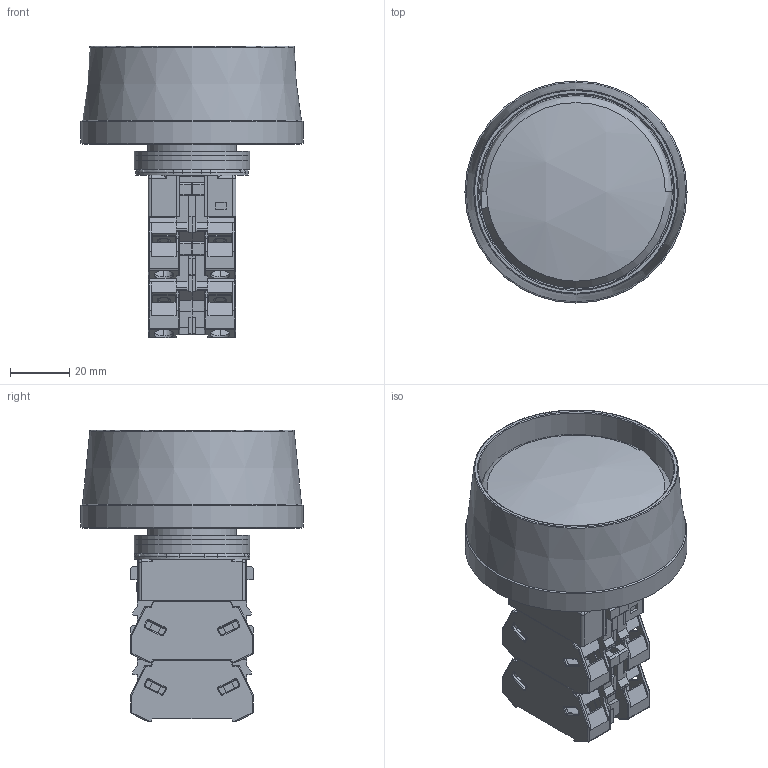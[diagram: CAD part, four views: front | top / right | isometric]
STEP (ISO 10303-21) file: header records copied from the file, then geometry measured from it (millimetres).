
FILE_DESCRIPTION (( 'STEP AP214' ), '1' );
FILE_NAME ('ABN4Fxx$.STEP', '2021-01-12T08:17:25', ( '' ), ( '' ), 'SwSTEP 2.0', 'SolidWorks 2019', '' );
FILE_SCHEMA (( 'AUTOMOTIVE_DESIGN' ));
Length unit declared in the file: millimetre
Products named in the file (6): ABN4_BODY; ABN4F; OW-12; HW-Uxx(R); OW-11; ABN4Fxx$
Assembly tree (9 placements, depth 2):
  ABN4Fxx$
    ABN4_BODY
    OW-12
    OW-11  x2
    ABN4F
    HW-Uxx(R)  x4
Bounding box: 75 x 75 x 98.4 mm (x, y, z)
Volume: 150099.1 mm3; surface area: 59659.5 mm2
Topology: 10 solids, 10 shells, 1181 faces, 3211 edges, 2054 vertices
Faces by surface type: plane 739, cylinder 292, bspline 122, torus 12, cone 11, sphere 5
Full cylindrical faces by diameter (mm): 3.5 x8, 24.5 x1, 29.5 x3, 30 x2, 39 x3, 65 x1, 66 x1, 75 x1
Entity records: 14727 total; most frequent: CARTESIAN_POINT 4450, ORIENTED_EDGE 2134, DIRECTION 1965, EDGE_CURVE 1067, VECTOR 765, LINE 765, VERTEX_POINT 704, AXIS2_PLACEMENT_3D 600
